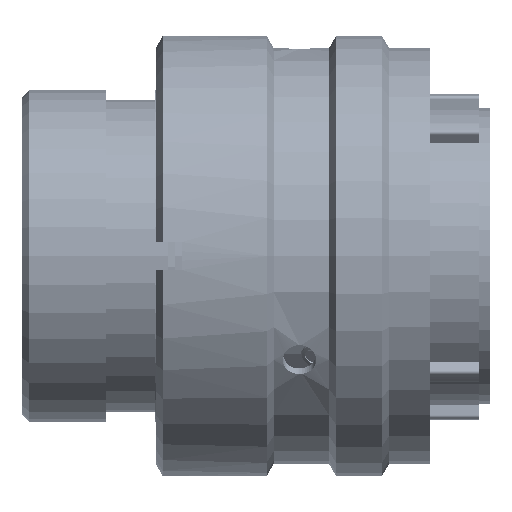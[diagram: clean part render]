
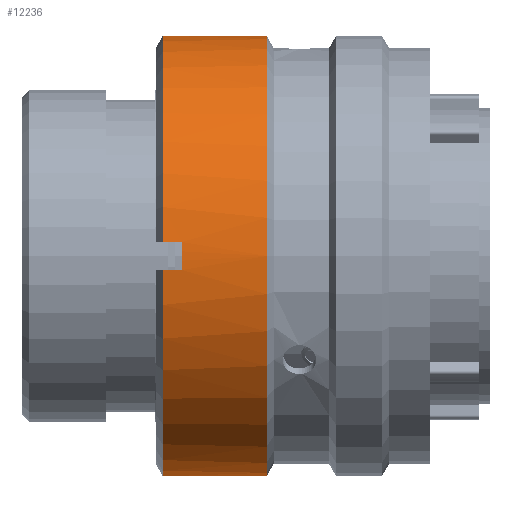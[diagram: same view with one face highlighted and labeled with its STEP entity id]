
A CAD part, front view. The second image highlights one B-rep face of the part: STEP entity #12236.
In plain terms, the highlighted cylindrical face has radius 15.7 mm (diameter 31.4 mm), a partial arc.
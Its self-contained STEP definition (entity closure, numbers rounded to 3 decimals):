
#12236 = ADVANCED_FACE ( 'NONE', ( #81157 ), #81156, .T. ) ;
#25416 = EDGE_CURVE ( 'NONE', #40404, #40426, #91312, .T. ) ;
#25419 = EDGE_CURVE ( 'NONE', #40406, #37247, #91317, .T. ) ;
#25893 = EDGE_CURVE ( 'NONE', #40426, #37247, #86822, .T. ) ;
#25894 = EDGE_CURVE ( 'NONE', #121387, #40406, #86823, .T. ) ;
#25896 = EDGE_CURVE ( 'NONE', #121382, #121387, #93568, .T. ) ;
#25897 = EDGE_CURVE ( 'NONE', #121365, #121382, #86827, .T. ) ;
#25900 = EDGE_CURVE ( 'NONE', #121290, #121365, #93573, .T. ) ;
#25902 = EDGE_CURVE ( 'NONE', #121330, #121290, #86830, .T. ) ;
#25904 = EDGE_CURVE ( 'NONE', #121396, #121330, #93579, .T. ) ;
#25908 = EDGE_CURVE ( 'NONE', #121385, #121363, #93591, .T. ) ;
#25911 = EDGE_CURVE ( 'NONE', #40404, #121385, #86837, .T. ) ;
#25924 = EDGE_CURVE ( 'NONE', #121363, #121396, #86845, .T. ) ;
#26400 = AXIS2_PLACEMENT_3D ( 'NONE', #81160, #81179, #81181 ) ;
#37247 = VERTEX_POINT ( 'NONE', #113429 ) ;
#40404 = VERTEX_POINT ( 'NONE', #113798 ) ;
#40406 = VERTEX_POINT ( 'NONE', #113800 ) ;
#40426 = VERTEX_POINT ( 'NONE', #113820 ) ;
#78054 = EDGE_LOOP ( 'NONE', ( #92127, #92128, #92129, #92130, #92131, #92132, #92133, #92134, #92135, #92136, #92137, #92138 ) ) ;
#81156 = CYLINDRICAL_SURFACE ( 'NONE', #26400, 15.7 ) ;
#81157 = FACE_OUTER_BOUND ( 'NONE', #78054, .T. ) ;
#81160 = CARTESIAN_POINT ( 'NONE',  ( 29.07, 0., 0. ) ) ;
#81179 = DIRECTION ( 'NONE',  ( 1., 0., 0. ) ) ;
#81181 = DIRECTION ( 'NONE',  ( 0., 0., -1. ) ) ;
#84981 = CARTESIAN_POINT ( 'NONE',  ( 11.42, -15.668, -1. ) ) ;
#85042 = CARTESIAN_POINT ( 'NONE',  ( 11.42, -15.668, 1. ) ) ;
#85097 = CARTESIAN_POINT ( 'NONE',  ( 10.02, -1., 15.668 ) ) ;
#85100 = CARTESIAN_POINT ( 'NONE',  ( 10.02, -15.668, -1. ) ) ;
#85125 = CARTESIAN_POINT ( 'NONE',  ( 10.02, -1., -15.668 ) ) ;
#85131 = CARTESIAN_POINT ( 'NONE',  ( 11.42, -1., 15.668 ) ) ;
#85135 = CARTESIAN_POINT ( 'NONE',  ( 11.42, -1., -15.668 ) ) ;
#85147 = CARTESIAN_POINT ( 'NONE',  ( 10.02, -15.668, 1. ) ) ;
#86594 = VECTOR ( 'NONE', #91316, 1000. ) ;
#86597 = VECTOR ( 'NONE', #91320, 1000. ) ;
#86820 = AXIS2_PLACEMENT_3D ( 'NONE', #93614, #93615, #93616 ) ;
#86822 = CIRCLE ( 'NONE', #86824, 15.7 ) ;
#86823 = CIRCLE ( 'NONE', #86826, 15.7 ) ;
#86824 = AXIS2_PLACEMENT_3D ( 'NONE', #93570, #93571, #93572 ) ;
#86825 = VECTOR ( 'NONE', #93578, 1000. ) ;
#86826 = AXIS2_PLACEMENT_3D ( 'NONE', #93575, #93576, #93577 ) ;
#86827 = CIRCLE ( 'NONE', #86829, 15.7 ) ;
#86828 = VECTOR ( 'NONE', #93584, 1000. ) ;
#86829 = AXIS2_PLACEMENT_3D ( 'NONE', #93581, #93582, #93583 ) ;
#86830 = CIRCLE ( 'NONE', #86833, 15.7 ) ;
#86831 = VECTOR ( 'NONE', #93590, 1000. ) ;
#86833 = AXIS2_PLACEMENT_3D ( 'NONE', #93587, #93588, #93589 ) ;
#86835 = VECTOR ( 'NONE', #93593, 1000. ) ;
#86837 = CIRCLE ( 'NONE', #86841, 15.7 ) ;
#86841 = AXIS2_PLACEMENT_3D ( 'NONE', #93596, #93597, #93598 ) ;
#86845 = CIRCLE ( 'NONE', #86820, 15.7 ) ;
#91309 = CARTESIAN_POINT ( 'NONE',  ( 29.07, 0., 15.7 ) ) ;
#91312 = LINE ( 'NONE', #91309, #86594 ) ;
#91316 = DIRECTION ( 'NONE',  ( 1., 0., 0. ) ) ;
#91317 = LINE ( 'NONE', #91319, #86597 ) ;
#91319 = CARTESIAN_POINT ( 'NONE',  ( 29.07, 0., -15.7 ) ) ;
#91320 = DIRECTION ( 'NONE',  ( 1., 0., 0. ) ) ;
#92127 = ORIENTED_EDGE ( 'NONE', *, *, #25416, .F. ) ;
#92128 = ORIENTED_EDGE ( 'NONE', *, *, #25911, .T. ) ;
#92129 = ORIENTED_EDGE ( 'NONE', *, *, #25908, .T. ) ;
#92130 = ORIENTED_EDGE ( 'NONE', *, *, #25924, .T. ) ;
#92131 = ORIENTED_EDGE ( 'NONE', *, *, #25904, .T. ) ;
#92132 = ORIENTED_EDGE ( 'NONE', *, *, #25902, .T. ) ;
#92133 = ORIENTED_EDGE ( 'NONE', *, *, #25900, .T. ) ;
#92134 = ORIENTED_EDGE ( 'NONE', *, *, #25897, .T. ) ;
#92135 = ORIENTED_EDGE ( 'NONE', *, *, #25896, .T. ) ;
#92136 = ORIENTED_EDGE ( 'NONE', *, *, #25894, .T. ) ;
#92137 = ORIENTED_EDGE ( 'NONE', *, *, #25419, .T. ) ;
#92138 = ORIENTED_EDGE ( 'NONE', *, *, #25893, .F. ) ;
#93568 = LINE ( 'NONE', #93569, #86825 ) ;
#93569 = CARTESIAN_POINT ( 'NONE',  ( 29.07, -1., -15.668 ) ) ;
#93570 = CARTESIAN_POINT ( 'NONE',  ( 17.44, 0., 0. ) ) ;
#93571 = DIRECTION ( 'NONE',  ( 1., 0., 0. ) ) ;
#93572 = DIRECTION ( 'NONE',  ( 0., 0., -1. ) ) ;
#93573 = LINE ( 'NONE', #93574, #86828 ) ;
#93574 = CARTESIAN_POINT ( 'NONE',  ( 29.07, -15.668, -1. ) ) ;
#93575 = CARTESIAN_POINT ( 'NONE',  ( 11.42, 0., 0. ) ) ;
#93576 = DIRECTION ( 'NONE',  ( 1., 0., 0. ) ) ;
#93577 = DIRECTION ( 'NONE',  ( 0., 0., 1. ) ) ;
#93578 = DIRECTION ( 'NONE',  ( 1., 0., 0. ) ) ;
#93579 = LINE ( 'NONE', #93580, #86831 ) ;
#93580 = CARTESIAN_POINT ( 'NONE',  ( 29.07, -15.668, 1. ) ) ;
#93581 = CARTESIAN_POINT ( 'NONE',  ( 10.02, 0., 0. ) ) ;
#93582 = DIRECTION ( 'NONE',  ( 1., 0., 0. ) ) ;
#93583 = DIRECTION ( 'NONE',  ( 0., 0., -1. ) ) ;
#93584 = DIRECTION ( 'NONE',  ( -1., 0., 0. ) ) ;
#93587 = CARTESIAN_POINT ( 'NONE',  ( 11.42, 0., 0. ) ) ;
#93588 = DIRECTION ( 'NONE',  ( 1., 0., 0. ) ) ;
#93589 = DIRECTION ( 'NONE',  ( 0., 0., 1. ) ) ;
#93590 = DIRECTION ( 'NONE',  ( 1., 0., 0. ) ) ;
#93591 = LINE ( 'NONE', #93592, #86835 ) ;
#93592 = CARTESIAN_POINT ( 'NONE',  ( 29.07, -1., 15.668 ) ) ;
#93593 = DIRECTION ( 'NONE',  ( -1., 0., 0. ) ) ;
#93596 = CARTESIAN_POINT ( 'NONE',  ( 11.42, 0., 0. ) ) ;
#93597 = DIRECTION ( 'NONE',  ( 1., 0., 0. ) ) ;
#93598 = DIRECTION ( 'NONE',  ( 0., 0., 1. ) ) ;
#93614 = CARTESIAN_POINT ( 'NONE',  ( 10.02, 0., 0. ) ) ;
#93615 = DIRECTION ( 'NONE',  ( 1., 0., 0. ) ) ;
#93616 = DIRECTION ( 'NONE',  ( 0., 0., -1. ) ) ;
#113429 = CARTESIAN_POINT ( 'NONE',  ( 17.44, 0., -15.7 ) ) ;
#113798 = CARTESIAN_POINT ( 'NONE',  ( 11.42, 0., 15.7 ) ) ;
#113800 = CARTESIAN_POINT ( 'NONE',  ( 11.42, 0., -15.7 ) ) ;
#113820 = CARTESIAN_POINT ( 'NONE',  ( 17.44, 0., 15.7 ) ) ;
#121290 = VERTEX_POINT ( 'NONE', #84981 ) ;
#121330 = VERTEX_POINT ( 'NONE', #85042 ) ;
#121363 = VERTEX_POINT ( 'NONE', #85097 ) ;
#121365 = VERTEX_POINT ( 'NONE', #85100 ) ;
#121382 = VERTEX_POINT ( 'NONE', #85125 ) ;
#121385 = VERTEX_POINT ( 'NONE', #85131 ) ;
#121387 = VERTEX_POINT ( 'NONE', #85135 ) ;
#121396 = VERTEX_POINT ( 'NONE', #85147 ) ;
